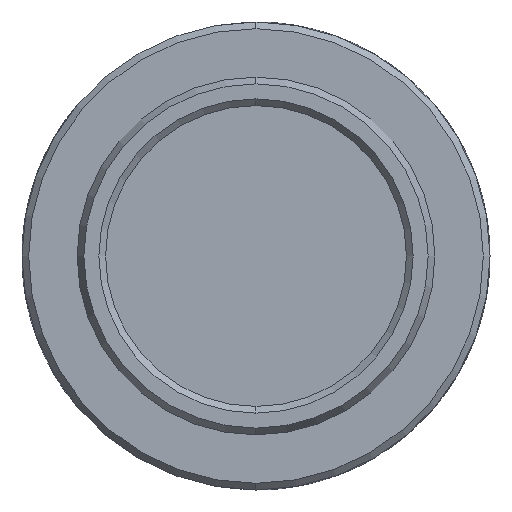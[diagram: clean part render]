
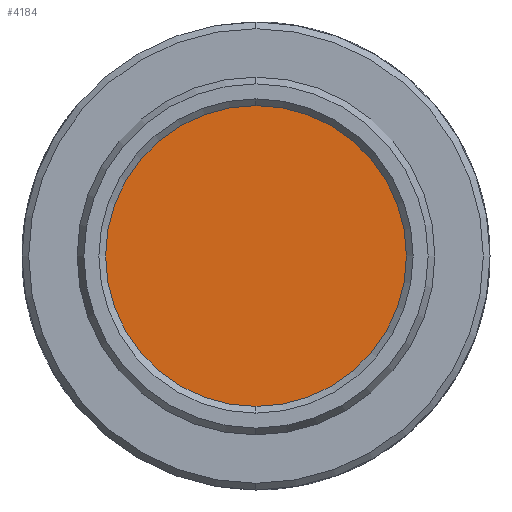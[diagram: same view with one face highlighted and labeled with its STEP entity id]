
A CAD part, left-side view. The second image highlights one B-rep face of the part: STEP entity #4184.
In plain terms, the highlighted planar face has unit normal (-1, 0, 0).
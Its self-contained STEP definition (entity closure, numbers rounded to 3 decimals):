
#30 = CARTESIAN_POINT ( 'NONE',  ( 2.794, 0., 0. ) ) ;
#425 = ORIENTED_EDGE ( 'NONE', *, *, #3240, .F. ) ;
#592 = CIRCLE ( 'NONE', #8563, 6.35 ) ;
#631 = CARTESIAN_POINT ( 'NONE',  ( 2.794, 0., 0. ) ) ;
#740 = DIRECTION ( 'NONE',  ( 0., -0.842, -0.539 ) ) ;
#1325 = PLANE ( 'NONE',  #4210 ) ;
#2249 = DIRECTION ( 'NONE',  ( 1., 0., 0. ) ) ;
#2520 = ORIENTED_EDGE ( 'NONE', *, *, #3687, .F. ) ;
#2941 = FACE_OUTER_BOUND ( 'NONE', #5940, .T. ) ;
#3240 = EDGE_CURVE ( 'NONE', #6045, #7757, #4356, .T. ) ;
#3387 = DIRECTION ( 'NONE',  ( 1., 0., 0. ) ) ;
#3687 = EDGE_CURVE ( 'NONE', #7757, #6045, #592, .T. ) ;
#3716 = CARTESIAN_POINT ( 'NONE',  ( 2.794, -5.347, -3.425 ) ) ;
#4184 = ADVANCED_FACE ( 'NONE', ( #2941 ), #1325, .F. ) ;
#4210 = AXIS2_PLACEMENT_3D ( 'NONE', #631, #3387, #8208 ) ;
#4356 = CIRCLE ( 'NONE', #4425, 6.35 ) ;
#4425 = AXIS2_PLACEMENT_3D ( 'NONE', #30, #4853, #740 ) ;
#4853 = DIRECTION ( 'NONE',  ( 1., 0., 0. ) ) ;
#5940 = EDGE_LOOP ( 'NONE', ( #425, #2520 ) ) ;
#6045 = VERTEX_POINT ( 'NONE', #3716 ) ;
#6383 = CARTESIAN_POINT ( 'NONE',  ( 2.794, 0., 0. ) ) ;
#7074 = DIRECTION ( 'NONE',  ( 0., -0.842, -0.539 ) ) ;
#7289 = CARTESIAN_POINT ( 'NONE',  ( 2.794, 5.347, 3.425 ) ) ;
#7757 = VERTEX_POINT ( 'NONE', #7289 ) ;
#8208 = DIRECTION ( 'NONE',  ( 0., -0.842, -0.539 ) ) ;
#8563 = AXIS2_PLACEMENT_3D ( 'NONE', #6383, #2249, #7074 ) ;
